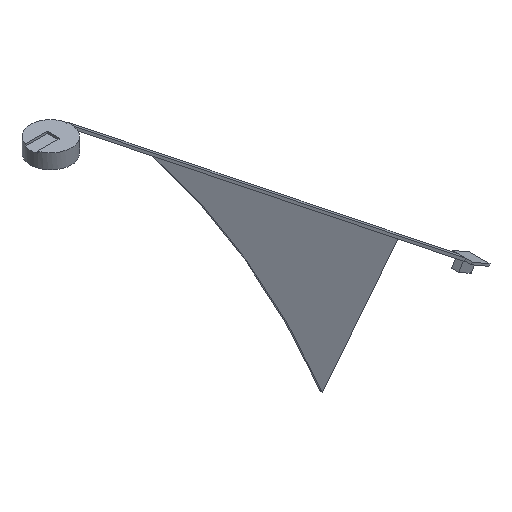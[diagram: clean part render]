
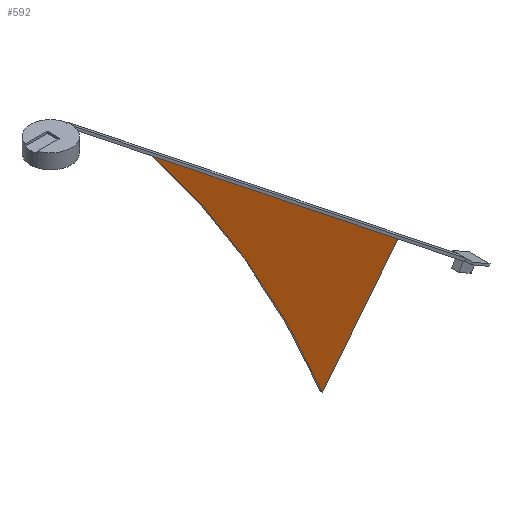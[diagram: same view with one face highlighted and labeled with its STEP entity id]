
A CAD part, isometric view. The second image highlights one B-rep face of the part: STEP entity #592.
In plain terms, the highlighted planar face has unit normal (0, -1, 0).
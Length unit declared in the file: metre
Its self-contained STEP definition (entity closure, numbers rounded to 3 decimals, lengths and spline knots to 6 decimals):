
#76=LINE('',#946,#149);
#84=LINE('',#968,#157);
#149=VECTOR('',#775,1.);
#157=VECTOR('',#797,1.);
#301=ORIENTED_EDGE('',*,*,#389,.T.);
#302=ORIENTED_EDGE('',*,*,#399,.F.);
#303=ORIENTED_EDGE('',*,*,#400,.F.);
#389=EDGE_CURVE('',#448,#449,#76,.T.);
#399=EDGE_CURVE('',#454,#449,#462,.T.);
#400=EDGE_CURVE('',#448,#454,#84,.T.);
#448=VERTEX_POINT('',#947);
#449=VERTEX_POINT('',#948);
#454=VERTEX_POINT('',#967);
#462=CIRCLE('',#646,0.225);
#493=EDGE_LOOP('',(#301,#302,#303));
#528=FACE_BOUND('',#493,.T.);
#560=PLANE('',#645);
#592=ADVANCED_FACE('',(#528),#560,.T.);
#645=AXIS2_PLACEMENT_3D('',#965,#793,#794);
#646=AXIS2_PLACEMENT_3D('',#966,#795,#796);
#775=DIRECTION('',(-0.784,0.,0.621));
#793=DIRECTION('',(0.,-1.,0.));
#794=DIRECTION('',(1.,0.,0.));
#795=DIRECTION('',(0.,-1.,0.));
#796=DIRECTION('',(0.,0.,-1.));
#797=DIRECTION('',(-0.621,0.,-0.784));
#946=CARTESIAN_POINT('',(0.086092,-0.000188,0.069527));
#947=CARTESIAN_POINT('',(0.110249,-0.000188,0.050396));
#948=CARTESIAN_POINT('',(0.064807,-0.000188,0.086383));
#965=CARTESIAN_POINT('',(0.086115,-0.000188,0.065393));
#966=CARTESIAN_POINT('',(-0.111569,-0.000188,-0.053317));
#967=CARTESIAN_POINT('',(0.096303,-0.000188,0.032787));
#968=CARTESIAN_POINT('',(0.103288,-0.000188,0.041606));
